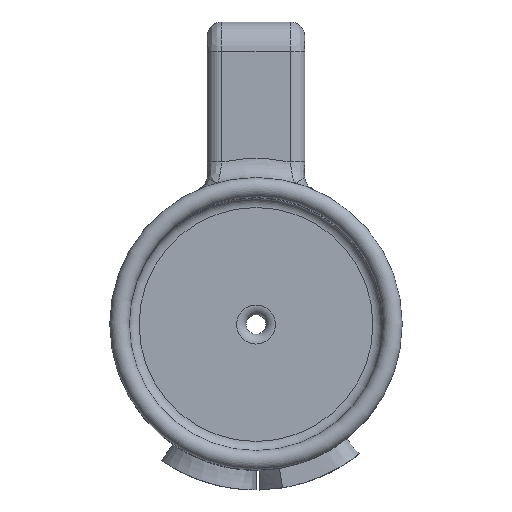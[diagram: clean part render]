
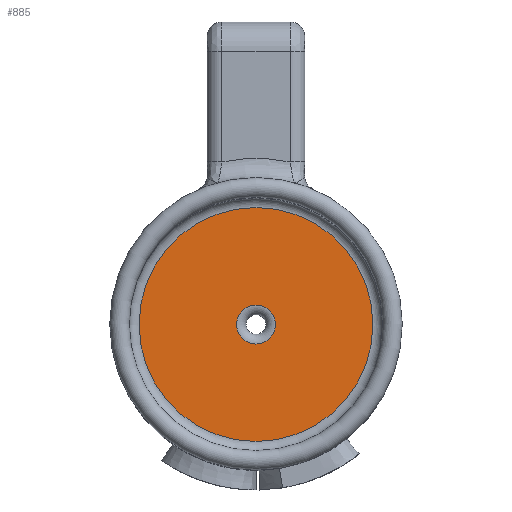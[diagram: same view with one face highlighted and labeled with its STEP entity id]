
A CAD part, top view. The second image highlights one B-rep face of the part: STEP entity #885.
In plain terms, the highlighted planar face has unit normal (0, 0, 1).
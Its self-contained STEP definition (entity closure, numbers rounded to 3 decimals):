
#28=PLANE('',#956);
#44=CIRCLE('',#952,12.);
#48=CIRCLE('',#957,2.);
#196=FACE_BOUND('',#279,.T.);
#215=FACE_OUTER_BOUND('',#278,.T.);
#278=EDGE_LOOP('',(#676));
#279=EDGE_LOOP('',(#677));
#401=VERTEX_POINT('',#2255);
#404=VERTEX_POINT('',#2263);
#497=EDGE_CURVE('',#401,#401,#44,.T.);
#501=EDGE_CURVE('',#404,#404,#48,.T.);
#676=ORIENTED_EDGE('',*,*,#497,.F.);
#677=ORIENTED_EDGE('',*,*,#501,.F.);
#885=ADVANCED_FACE('',(#215,#196),#28,.F.);
#952=AXIS2_PLACEMENT_3D('',#2256,#1070,#1071);
#956=AXIS2_PLACEMENT_3D('',#2262,#1078,#1079);
#957=AXIS2_PLACEMENT_3D('',#2264,#1080,#1081);
#1070=DIRECTION('center_axis',(0.,0.,-1.));
#1071=DIRECTION('ref_axis',(1.,0.,0.));
#1078=DIRECTION('center_axis',(0.,0.,-1.));
#1079=DIRECTION('ref_axis',(-1.,0.,0.));
#1080=DIRECTION('center_axis',(0.,0.,1.));
#1081=DIRECTION('ref_axis',(-1.,0.,0.));
#2255=CARTESIAN_POINT('',(12.,0.,2.));
#2256=CARTESIAN_POINT('Origin',(0.,0.,2.));
#2262=CARTESIAN_POINT('Origin',(0.,0.,2.));
#2263=CARTESIAN_POINT('',(2.,0.,2.));
#2264=CARTESIAN_POINT('Origin',(0.,0.,
2.));
